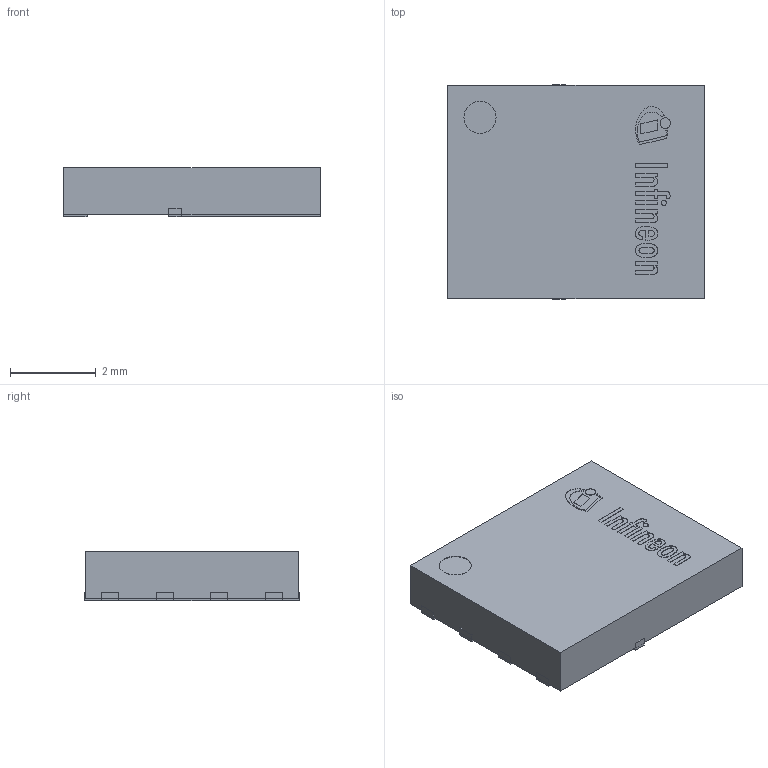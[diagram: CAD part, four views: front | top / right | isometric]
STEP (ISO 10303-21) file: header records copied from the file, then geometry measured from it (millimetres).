
FILE_DESCRIPTION(/* description */ (''),/* implementation_level */ '2;1');
FILE_NAME(/* name */ 'PG-TSON-8-2_Z8B00170683_V01_3D.stp',/* time_stamp */ '2019-08-29T09:57:39+05:00',/* author */ ('jamwalka'),/* organization */ (''),/* preprocessor_version */ 'ST-DEVELOPER v16.13',/* originating_system */ 'AutoCAD Mechanical',/* authorisation */ '');
FILE_SCHEMA (('AUTOMOTIVE_DESIGN { 1 0 10303 214 3 1 1 }'));
Length unit declared in the file: millimetre
Products named in the file (1): Product
Bounding box: 6 x 5 x 1.16 mm (x, y, z)
Surface area: 121.7 mm2
Topology: 19 solids, 19 shells, 260 faces, 663 edges, 442 vertices
Faces by surface type: plane 142, cylinder 118
Full cylindrical faces by diameter (mm): 0.12 x1, 0.247 x1, 0.75 x2
Entity records: 7933 total; most frequent: DIRECTION 1417, CARTESIAN_POINT 1362, ORIENTED_EDGE 1318, EDGE_CURVE 659, AXIS2_PLACEMENT_3D 497, VERTEX_POINT 442, LINE 423, VECTOR 423
